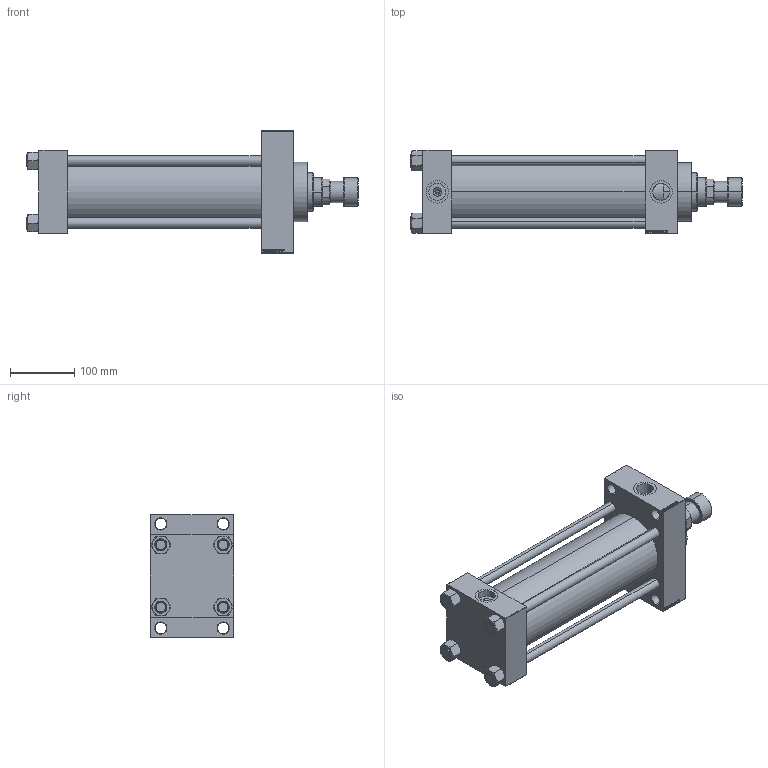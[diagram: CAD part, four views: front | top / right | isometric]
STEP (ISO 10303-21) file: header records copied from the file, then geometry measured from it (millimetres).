
FILE_DESCRIPTION (( 'STEP AP203' ), '1' );
FILE_NAME ('5641.STEP', '2022-04-16T10:01:20', ( '' ), ( '' ), 'SwSTEP 2.0', 'SolidWorks 2019', '' );
FILE_SCHEMA (( 'CONFIG_CONTROL_DESIGN' ));
Length unit declared in the file: millimetre
Products named in the file (7): V215_VC_A 6c8f19e76ad2e9c10f362a73d4706eeb; V215CR_VCP_D 6c8f19e76ad2e9c10f362a73d4706eeb; V215CR_D_TYCINKA 6c8f19e76ad2e9c10f362a73d4706eeb; V215CR_D_Body 6c8f19e76ad2e9c10f362a73d4706eeb; 5641; NUT_M5_D 6c8f19e76ad2e9c10f362a73d4706eeb; V215CR_ROD_END_F 6c8f19e76ad2e9c10f362a73d4706eeb
Assembly tree (12 placements, depth 2):
  5641
    V215CR_D_Body 6c8f19e76ad2e9c10f362a73d4706eeb
    V215CR_VCP_D 6c8f19e76ad2e9c10f362a73d4706eeb
    NUT_M5_D 6c8f19e76ad2e9c10f362a73d4706eeb  x4
    V215CR_D_TYCINKA 6c8f19e76ad2e9c10f362a73d4706eeb  x4
    V215_VC_A 6c8f19e76ad2e9c10f362a73d4706eeb
    V215CR_ROD_END_F 6c8f19e76ad2e9c10f362a73d4706eeb
Bounding box: 517 x 130 x 190 mm (x, y, z)
Volume: 3416432.9 mm3; surface area: 590709.5 mm2
Topology: 12 solids, 12 shells, 1172 faces, 2943 edges, 1909 vertices
Faces by surface type: plane 550, bspline 368, cone 146, cylinder 96, torus 12
Entity records: 48326 total; most frequent: CARTESIAN_POINT 25278, ORIENTED_EDGE 5150, DIRECTION 3379, EDGE_CURVE 2575, VERTEX_POINT 1687, LINE 1539, VECTOR 1539, EDGE_LOOP 1150
